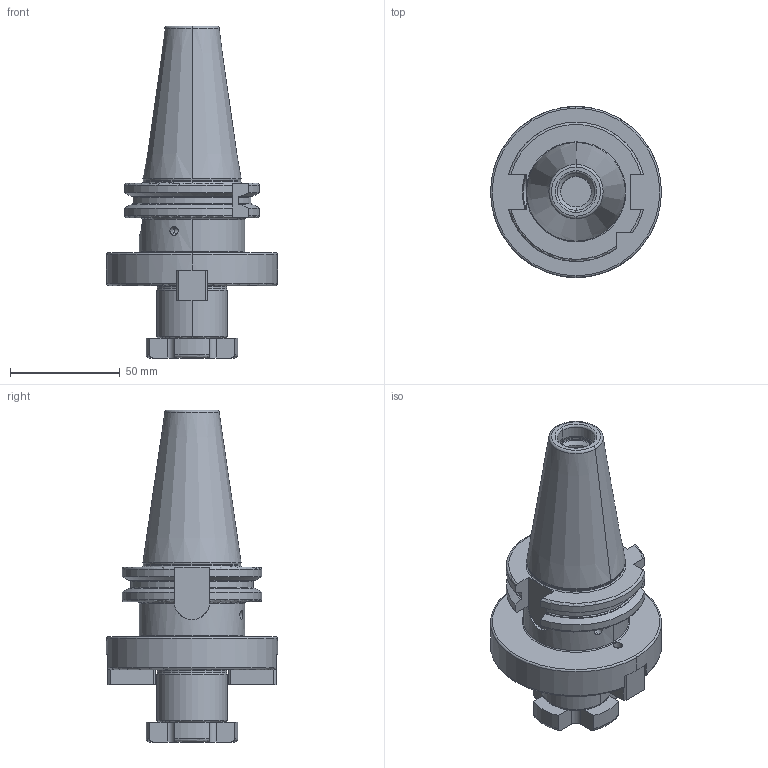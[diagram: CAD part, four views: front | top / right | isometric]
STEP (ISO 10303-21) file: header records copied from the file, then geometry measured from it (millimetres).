
FILE_DESCRIPTION((''),'2;1');
FILE_NAME('402_11_32','2020-09-01T',('104091'),(''),'CREO PARAMETRIC BY PTC INC, 2016260','CREO PARAMETRIC BY PTC INC, 2016260','');
FILE_SCHEMA(('CONFIG_CONTROL_DESIGN'));
Length unit declared in the file: millimetre
Products named in the file (1): 402_11_32
Bounding box: 78 x 78 x 151.4 mm (x, y, z)
Volume: 226194.2 mm3; surface area: 43218.9 mm2
Topology: 1 solids, 3 shells, 258 faces, 643 edges, 395 vertices
Faces by surface type: plane 91, cylinder 80, torus 47, cone 40
Entity records: 8331 total; most frequent: CARTESIAN_POINT 2091, DIRECTION 1347, ORIENTED_EDGE 1274, EDGE_CURVE 637, AXIS2_PLACEMENT_3D 523, VERTEX_POINT 395, VECTOR 301, LINE 301
